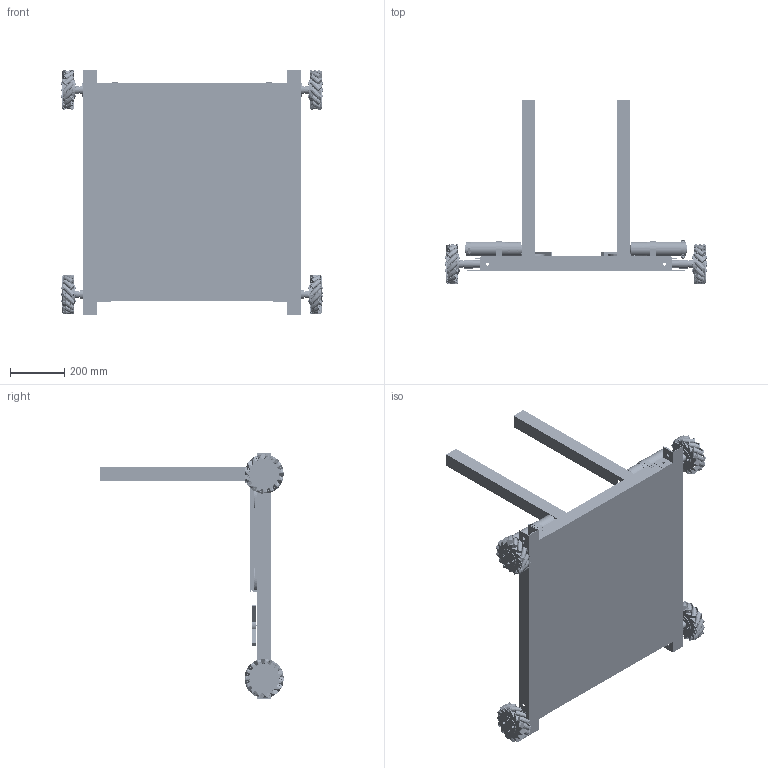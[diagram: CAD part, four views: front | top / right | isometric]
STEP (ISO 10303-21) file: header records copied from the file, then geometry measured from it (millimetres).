
FILE_DESCRIPTION (( 'STEP AP214' ), '1' );
FILE_NAME ('chassis.STEP', '2023-01-31T14:02:51', ( '' ), ( '' ), 'SwSTEP 2.0', 'SolidWorks 2022', '' );
FILE_SCHEMA (( 'AUTOMOTIVE_DESIGN' ));
Length unit declared in the file: millimetre
Products named in the file (36): NEMA 17; Assembly alternate; 2 inch rod; Plate alternate; al rod; wheel 10cm; Plate1; Assembly; cover sheet; shooting mechanism; 2in x 15.5d; u shape; L shape 2; Roller bolt; u shape shooting; ring pusher; bracket; Coupler back; l shape; u shape 2; filler; sheet; Rubber_Roller; 700X400; Coupler bolt; cover sheet 300-700; RMCS-2076 Motor; hinge; chassis; U channel (drawbridge); Coupler front; RMCS 2115; belt
Assembly tree (168 placements, depth 3):
  chassis
    u shape  x2
    l shape  x4
    u shape 2
    u shape 2
    RMCS 2115  x4
    cover sheet
    700X400
    shooting mechanism
      sheet
      u shape shooting  x2
      2 inch rod  x4
      wheel 10cm  x4
      belt  x2
    hinge  x2
    al rod
    RMCS-2076 Motor  x2
    bracket
    bracket
    L shape 2  x4
    NEMA 17
    ring pusher  x2
    NEMA 17
    cover sheet 300-700
    U channel (drawbridge)  x2
    2in x 15.5d  x2
    Assembly  x2
      Plate1
      Roller bolt
      Rubber_Roller
      filler
      Coupler back
      Coupler bolt
      Coupler front
    Assembly alternate  x2
      Plate alternate
      filler
      Coupler back
      Coupler bolt
      Coupler front
      Roller bolt
      Rubber_Roller
Bounding box: 965.6 x 675.1 x 901.6 mm (x, y, z)
Volume: 7898780.9 mm3; surface area: 4472411.2 mm2
Topology: 285 solids, 285 shells, 6882 faces, 16596 edges, 10722 vertices
Faces by surface type: plane 3256, cylinder 2994, bspline 604, torus 24, cone 4
Entity records: 50174 total; most frequent: CARTESIAN_POINT 11773, DIRECTION 7414, ORIENTED_EDGE 7224, EDGE_CURVE 3612, AXIS2_PLACEMENT_3D 2774, VERTEX_POINT 2317, LINE 1866, VECTOR 1866
